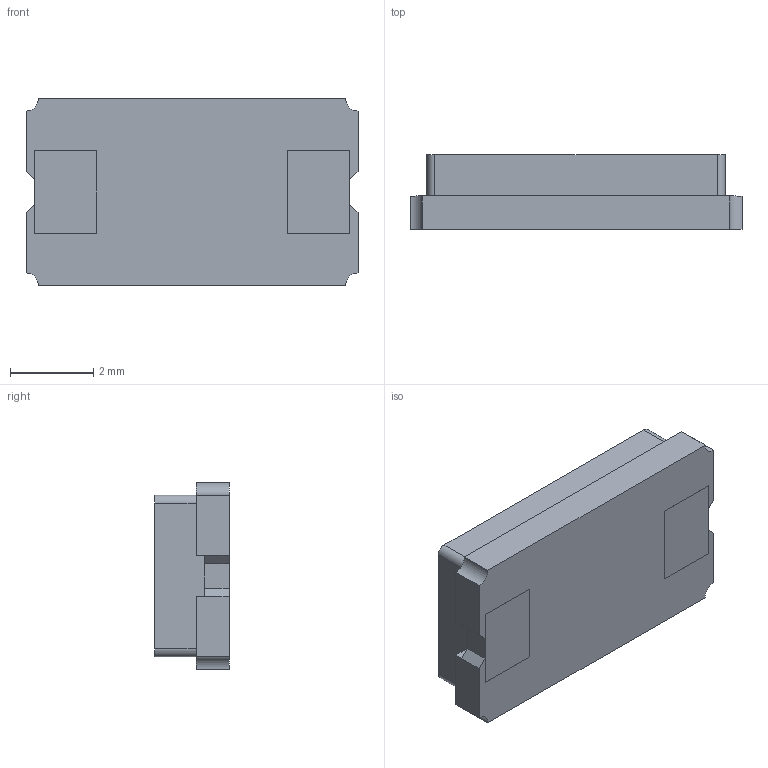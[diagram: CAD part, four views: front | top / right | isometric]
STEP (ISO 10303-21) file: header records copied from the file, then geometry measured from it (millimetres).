
FILE_DESCRIPTION (( 'STEP AP214' ), '1' );
FILE_NAME ('SW3dPS-cry_8045.STEP', '2009-09-28T01:20:08', ( 'sysAdmin' ), ( 'SolidWorks' ), 'SwSTEP 2.0', 'SolidWorks 2009', '' );
FILE_SCHEMA (( 'AUTOMOTIVE_DESIGN' ));
Length unit declared in the file: millimetre
Products named in the file (1): SW3dPS-cry_8045
Bounding box: 8 x 1.8 x 4.5 mm (x, y, z)
Volume: 56.2 mm3; surface area: 124.7 mm2
Topology: 3 solids, 3 shells, 46 faces, 116 edges, 76 vertices
Faces by surface type: plane 38, cylinder 8
Entity records: 1614 total; most frequent: CARTESIAN_POINT 239, ORIENTED_EDGE 232, DIRECTION 226, EDGE_CURVE 116, VECTOR 100, LINE 100, VERTEX_POINT 76, AXIS2_PLACEMENT_3D 63
